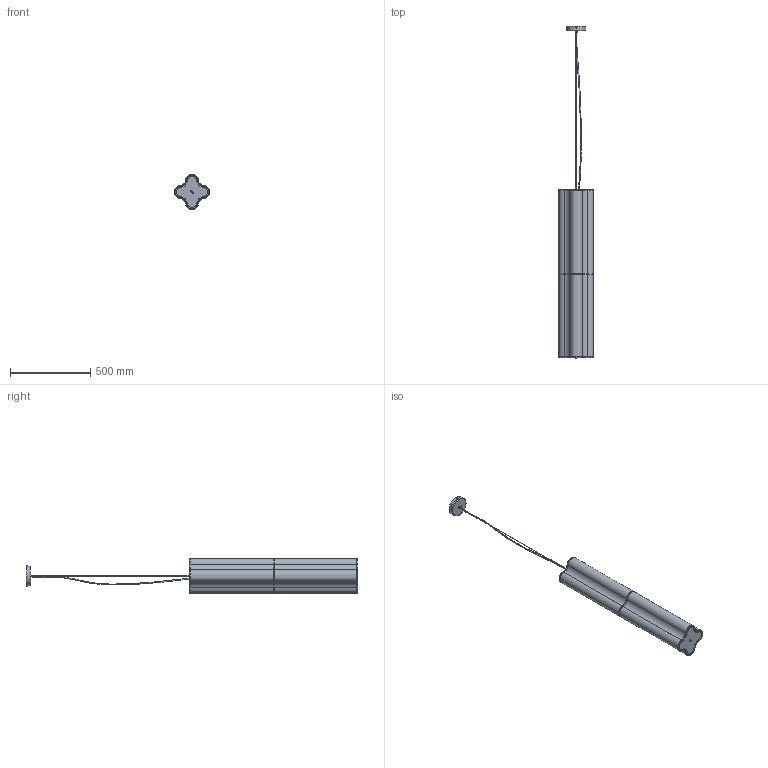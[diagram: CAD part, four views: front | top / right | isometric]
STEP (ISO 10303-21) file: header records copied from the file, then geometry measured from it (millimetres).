
FILE_DESCRIPTION (( 'STEP AP203' ), '1' );
FILE_NAME ('EQ.S035_EQUIS SUSPENSIÓ 22X105CM_FORMA.STEP', '2025-07-08T11:52:08', ( '' ), ( '' ), 'SwSTEP 2.0', 'SolidWorks 2013', '' );
FILE_SCHEMA (( 'CONFIG_CONTROL_DESIGN' ));
Length unit declared in the file: millimetre
Products named in the file (16): GI197_SUP. FIXACIÓ FLORÓ 120; AG019_M4x8; AR071_FLORÓ ø120x30 2xM4 sistema USA; GU023_CABLE ACER Ø1.5-bola Ø5 (BLACK); GU026_FINALET SUSPENSOR CABLE Ø1.5 (BLACK); DIN7380 M4x10; GU024 - SUSPENSOR M10 Cable Ø1.5 (BLACK); ME005_EQUIS-BASE INFERIOR ALUMINI 220x220; KO014_CABLE TRANSP.992mm CURVADO; ME014_Marc suport pantalla Equis_chapa 0.8mm; ME006_EQUIS-TAPA SUPERIOR ALUMINI_220x220; TP474_EQUIS_pantalla 1050mm; EQ.S035_EQUIS SUSPENSIÓ 22X105CM_FORMA; GU025_ TUERCA SUSPENSOR (BLACK); KO060_Passacable PVC; XJ001_Xapa logo inox_10,5x28,5
Assembly tree (16 placements, depth 2):
  EQ.S035_EQUIS SUSPENSIÓ 22X105CM_FORMA
    TP474_EQUIS_pantalla 1050mm
    ME006_EQUIS-TAPA SUPERIOR ALUMINI_220x220
    ME005_EQUIS-BASE INFERIOR ALUMINI 220x220
    XJ001_Xapa logo inox_10,5x28,5
    DIN7380 M4x10
    GU026_FINALET SUSPENSOR CABLE Ø1.5 (BLACK)
    GU023_CABLE ACER Ø1.5-bola Ø5 (BLACK)
    GU025_ TUERCA SUSPENSOR (BLACK)
    KO060_Passacable PVC
    AR071_FLORÓ ø120x30 2xM4 sistema USA
    GU024 - SUSPENSOR M10 Cable Ø1.5 (BLACK)
    KO014_CABLE TRANSP.992mm CURVADO
    GI197_SUP. FIXACIÓ FLORÓ 120
    AG019_M4x8  x2
    ME014_Marc suport pantalla Equis_chapa 0.8mm
Bounding box: 220 x 2073.75 x 219.85 mm (x, y, z)
Volume: 2497390.4 mm3; surface area: 1634182.3 mm2
Topology: 16 solids, 16 shells, 470 faces, 1145 edges, 735 vertices
Faces by surface type: cylinder 205, plane 159, bspline 44, cone 40, torus 20, sphere 2
Entity records: 16120 total; most frequent: CARTESIAN_POINT 3440, DIRECTION 2358, ORIENTED_EDGE 2230, EDGE_CURVE 1115, AXIS2_PLACEMENT_3D 919, VERTEX_POINT 717, EDGE_LOOP 528, LINE 520
